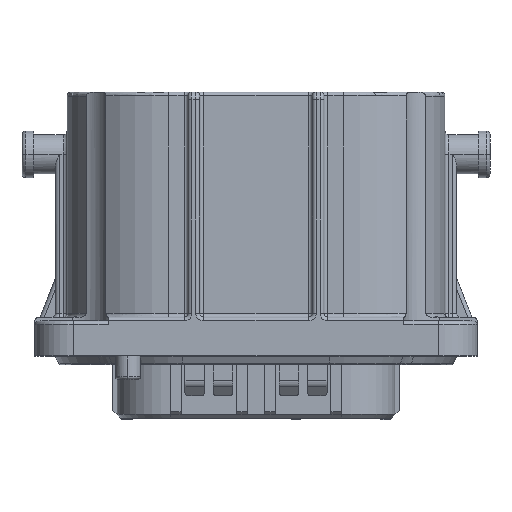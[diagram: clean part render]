
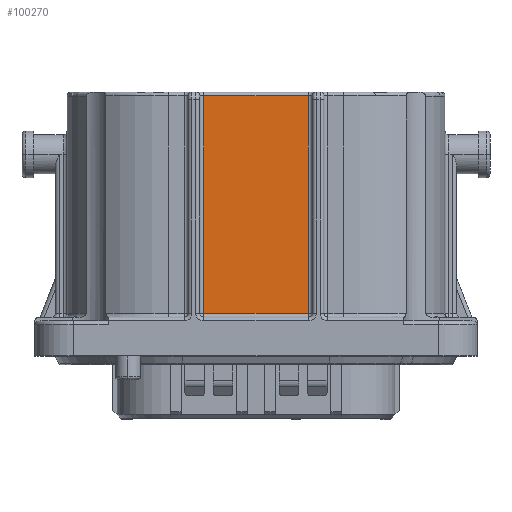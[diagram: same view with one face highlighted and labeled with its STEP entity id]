
A CAD part, top view. The second image highlights one B-rep face of the part: STEP entity #100270.
In plain terms, the highlighted planar face has unit normal (0, 0, 1).
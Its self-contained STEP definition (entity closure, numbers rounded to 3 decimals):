
#300 = DIRECTION ( 'NONE',  ( 0., 1., 0. ) ) ;
#2032 = CARTESIAN_POINT ( 'NONE',  ( -6.75, 33.5, 19.2 ) ) ;
#6122 = VERTEX_POINT ( 'NONE', #2032 ) ;
#11534 = LINE ( 'NONE', #51813, #38029 ) ;
#13704 = ORIENTED_EDGE ( 'NONE', *, *, #14044, .T. ) ;
#14044 = EDGE_CURVE ( 'NONE', #37655, #98390, #73500, .T. ) ;
#16061 = ORIENTED_EDGE ( 'NONE', *, *, #54881, .T. ) ;
#26380 = ORIENTED_EDGE ( 'NONE', *, *, #60217, .T. ) ;
#27240 = DIRECTION ( 'NONE',  ( -1., 0., 0. ) ) ;
#29153 = VECTOR ( 'NONE', #300, 1000. ) ;
#34854 = PLANE ( 'NONE',  #97055 ) ;
#37655 = VERTEX_POINT ( 'NONE', #41123 ) ;
#38029 = VECTOR ( 'NONE', #27240, 1000. ) ;
#38997 = CARTESIAN_POINT ( 'NONE',  ( -6.75, 5.5, 19.2 ) ) ;
#40055 = CARTESIAN_POINT ( 'NONE',  ( 6.75, 34., 19.2 ) ) ;
#40189 = LINE ( 'NONE', #88279, #75552 ) ;
#41123 = CARTESIAN_POINT ( 'NONE',  ( 6.75, 5.5, 19.2 ) ) ;
#51555 = CARTESIAN_POINT ( 'NONE',  ( -11.25, 34., 19.2 ) ) ;
#51813 = CARTESIAN_POINT ( 'NONE',  ( -7.25, 33.5, 19.2 ) ) ;
#54794 = LINE ( 'NONE', #55829, #57768 ) ;
#54881 = EDGE_CURVE ( 'NONE', #6122, #86427, #54794, .T. ) ;
#55829 = CARTESIAN_POINT ( 'NONE',  ( -6.75, 34., 19.2 ) ) ;
#57768 = VECTOR ( 'NONE', #96093, 1000. ) ;
#60217 = EDGE_CURVE ( 'NONE', #98390, #6122, #11534, .T. ) ;
#66596 = EDGE_CURVE ( 'NONE', #86427, #37655, #40189, .T. ) ;
#68788 = DIRECTION ( 'NONE',  ( -1., 0., 0. ) ) ;
#69828 = EDGE_LOOP ( 'NONE', ( #26380, #16061, #73184, #13704 ) ) ;
#73184 = ORIENTED_EDGE ( 'NONE', *, *, #66596, .T. ) ;
#73500 = LINE ( 'NONE', #40055, #29153 ) ;
#75313 = CARTESIAN_POINT ( 'NONE',  ( 6.75, 33.5, 19.2 ) ) ;
#75552 = VECTOR ( 'NONE', #95105, 1000. ) ;
#86427 = VERTEX_POINT ( 'NONE', #38997 ) ;
#88279 = CARTESIAN_POINT ( 'NONE',  ( 11.25, 5.5, 19.2 ) ) ;
#90762 = FACE_OUTER_BOUND ( 'NONE', #69828, .T. ) ;
#91799 = DIRECTION ( 'NONE',  ( 0., 0., -1. ) ) ;
#95105 = DIRECTION ( 'NONE',  ( 1., 0., 0. ) ) ;
#96093 = DIRECTION ( 'NONE',  ( 0., -1., 0. ) ) ;
#97055 = AXIS2_PLACEMENT_3D ( 'NONE', #51555, #91799, #68788 ) ;
#98390 = VERTEX_POINT ( 'NONE', #75313 ) ;
#100270 = ADVANCED_FACE ( 'NONE', ( #90762 ), #34854, .F. ) ;
